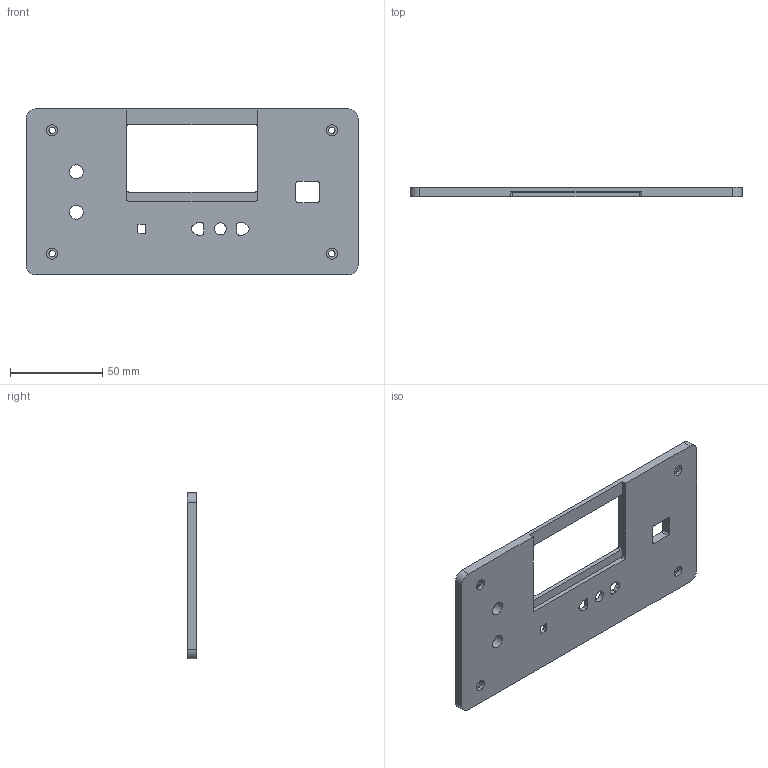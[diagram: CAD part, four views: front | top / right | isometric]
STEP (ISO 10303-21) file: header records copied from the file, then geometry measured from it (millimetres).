
FILE_DESCRIPTION(/* description */ (''),/* implementation_level */ '2;1');
FILE_NAME(/* name */ 'Front Plate.step',/* time_stamp */ '2023-04-01T15:35:20+02:00',/* author */ (''),/* organization */ (''),/* preprocessor_version */ 'ST-DEVELOPER v19.2',/* originating_system */ 'Autodesk Translation Framework v11.17.0.187',/* authorisation */ '');
FILE_SCHEMA (('AUTOMOTIVE_DESIGN { 1 0 10303 214 3 1 1 }'));
Length unit declared in the file: millimetre
Products named in the file (1): Front Plate
Bounding box: 180 x 5 x 90 mm (x, y, z)
Volume: 61543 mm3; surface area: 31482.7 mm2
Topology: 1 solids, 1 shells, 231 faces, 651 edges, 434 vertices
Faces by surface type: cylinder 167, plane 48, bspline 16
Full cylindrical faces by diameter (mm): 1.623 x16, 2.074 x8, 2.529 x12, 3.086 x4, 3.5 x4, 6 x4, 6.5 x1, 7.5 x2
Entity records: 15856 total; most frequent: CARTESIAN_POINT 10277, ORIENTED_EDGE 1302, DIRECTION 921, EDGE_CURVE 651, VERTEX_POINT 434, AXIS2_PLACEMENT_3D 334, B_SPLINE_CURVE_WITH_KNOTS 280, EDGE_LOOP 267
